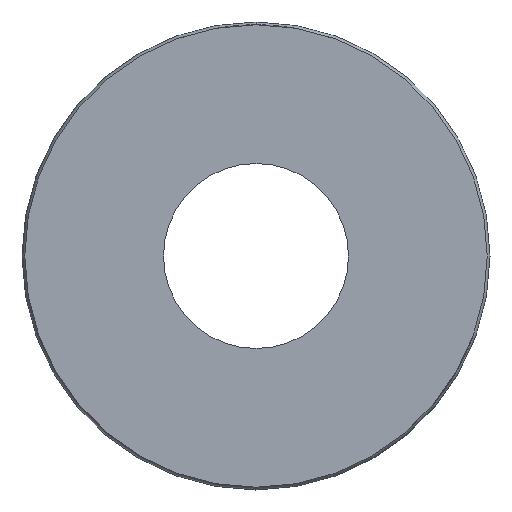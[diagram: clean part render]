
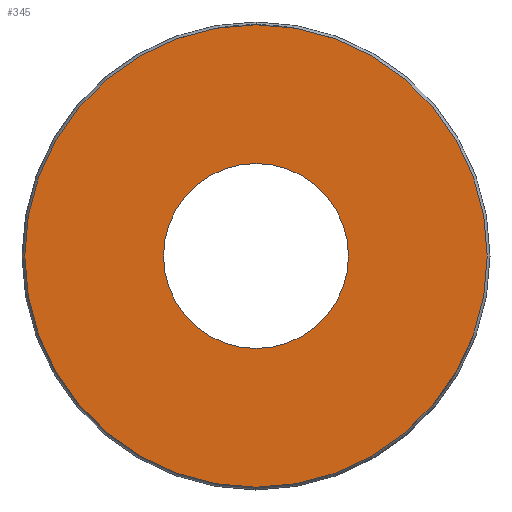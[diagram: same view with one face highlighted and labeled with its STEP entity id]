
A CAD part, left-side view. The second image highlights one B-rep face of the part: STEP entity #345.
In plain terms, the highlighted planar face has unit normal (-1, 0, 0).
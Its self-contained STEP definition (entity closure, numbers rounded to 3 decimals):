
#345=ADVANCED_FACE('NONE',(#737,#738),#739,.T.);
#737=FACE_BOUND('',#1185,.T.);
#738=FACE_OUTER_BOUND('',#1186,.T.);
#739=PLANE('',#1187);
#1185=EDGE_LOOP('',(#2117,#2118));
#1186=EDGE_LOOP('',(#2119,#2120));
#1187=AXIS2_PLACEMENT_3D('',#2121,#2122,#2123);
#2117=ORIENTED_EDGE('',*,*,#2746,.T.);
#2118=ORIENTED_EDGE('',*,*,#2850,.T.);
#2119=ORIENTED_EDGE('',*,*,#2663,.T.);
#2120=ORIENTED_EDGE('',*,*,#2865,.T.);
#2121=CARTESIAN_POINT('',(0.0,-12.5,0.0));
#2122=DIRECTION('',(-1.0,0.0,0.0));
#2123=DIRECTION('',(0.0,0.0,-1.0));
#2663=EDGE_CURVE('NONE',#3185,#3192,#3194,.T.);
#2746=EDGE_CURVE('',#3318,#3322,#3324,.T.);
#2850=EDGE_CURVE('',#3322,#3318,#3473,.T.);
#2865=EDGE_CURVE('NONE',#3192,#3185,#3488,.T.);
#3185=VERTEX_POINT('NONE',#3983);
#3192=VERTEX_POINT('',#4011);
#3194=CIRCLE('',#4014,12.5);
#3318=VERTEX_POINT('',#4189);
#3322=VERTEX_POINT('',#4194);
#3324=CIRCLE('',#4197,5.0);
#3473=CIRCLE('',#4406,5.0);
#3488=CIRCLE('',#4434,12.5);
#3983=CARTESIAN_POINT('',(0.0,0.0,-12.5));
#4011=CARTESIAN_POINT('',(0.0,0.,12.5));
#4014=AXIS2_PLACEMENT_3D('',#4874,#4875,#4876);
#4189=CARTESIAN_POINT('',(0.0,0.0,-5.0));
#4194=CARTESIAN_POINT('',(0.0,0.,5.0));
#4197=AXIS2_PLACEMENT_3D('',#5042,#5043,#5044);
#4406=AXIS2_PLACEMENT_3D('',#5141,#5142,#5143);
#4434=AXIS2_PLACEMENT_3D('',#5165,#5166,#5167);
#4874=CARTESIAN_POINT('',(0.0,0.0,0.0));
#4875=DIRECTION('',(-1.0,-0.0,-0.0));
#4876=DIRECTION('',(0.0,0.0,-1.0));
#5042=CARTESIAN_POINT('',(0.0,0.0,0.0));
#5043=DIRECTION('',(1.0,-0.0,0.0));
#5044=DIRECTION('',(0.0,0.0,-1.0));
#5141=CARTESIAN_POINT('',(0.0,0.0,0.0));
#5142=DIRECTION('',(1.0,-0.0,0.0));
#5143=DIRECTION('',(0.0,0.0,-1.0));
#5165=CARTESIAN_POINT('',(0.0,0.0,0.0));
#5166=DIRECTION('',(-1.0,-0.0,-0.0));
#5167=DIRECTION('',(0.0,0.0,-1.0));
